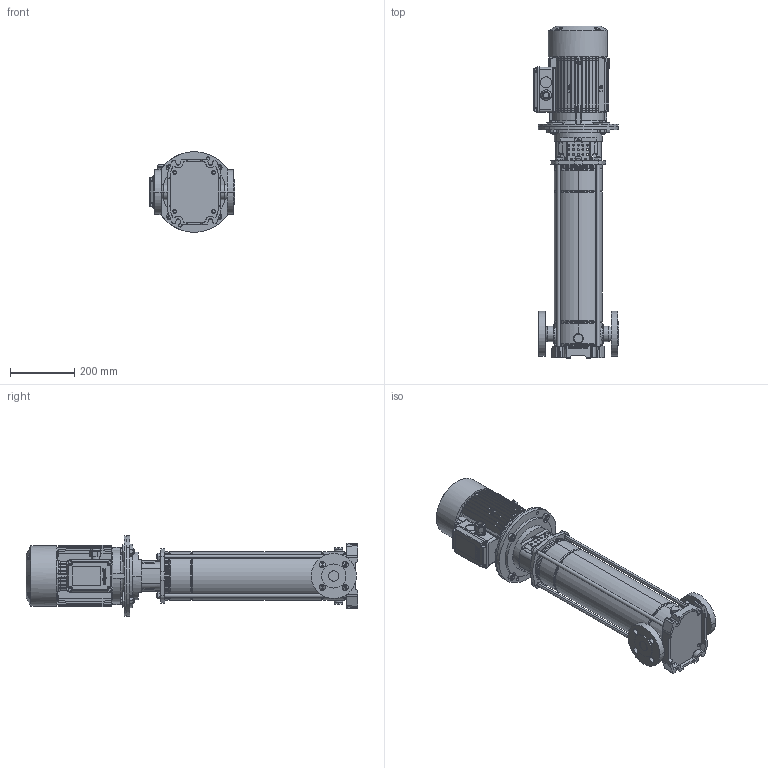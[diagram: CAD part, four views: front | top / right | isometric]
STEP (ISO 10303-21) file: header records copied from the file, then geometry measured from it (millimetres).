
FILE_DESCRIPTION (( 'STEP AP214' ), '1' );
FILE_NAME ('10008232swa00.step', '2021-07-22T09:07:26', ( '' ), ( '' ), 'SwSTEP 2.0', 'SolidWorks 2020', '' );
FILE_SCHEMA (( 'AUTOMOTIVE_DESIGN' ));
Length unit declared in the file: millimetre
Products named in the file (14): 10007670swn00_M25x1.5; 10000016swn00_M12x35 8.8; 10007653swp00_M12X609; 10000005swn00_M12 6S; 10007642swp00; 10007649swp00_MXV 32-518; 10007654swp00; 10007576swa00_M90 VERT.; 4_92_266_REV00; 10007568swp00_M90 B5-De250; 10000005swn00_M12 õ; 10008232swa00; 10007571swp00_90 SZ VERT; 10007431swp00_Flangia mot.112
Assembly tree (26 placements, depth 3):
  10008232swa00
    10007642swp00
    10007649swp00_MXV 32-518
    10007654swp00
    10007431swp00_Flangia mot.112
    10007653swp00_M12X609  x4
    10000005swn00_M12 õ  x4
    4_92_266_REV00  x2
    10007576swa00_M90 VERT.
      10007568swp00_M90 B5-De250
      10007571swp00_90 SZ VERT
      10007670swn00_M25x1.5
    10000005swn00_M12 6S  x4
    10000016swn00_M12x35 8.8  x4
Bounding box: 264.2 x 1031.5 x 250 mm (x, y, z)
Volume: 21257868.6 mm3; surface area: 1673844.7 mm2
Topology: 48 solids, 48 shells, 2629 faces, 6629 edges, 4184 vertices
Faces by surface type: plane 1245, cylinder 719, cone 393, torus 144, bspline 120, sphere 8
Entity records: 73745 total; most frequent: CARTESIAN_POINT 18064, ORIENTED_EDGE 11454, DIRECTION 11023, EDGE_CURVE 5727, AXIS2_PLACEMENT_3D 3882, VERTEX_POINT 3661, LINE 3259, VECTOR 3259
